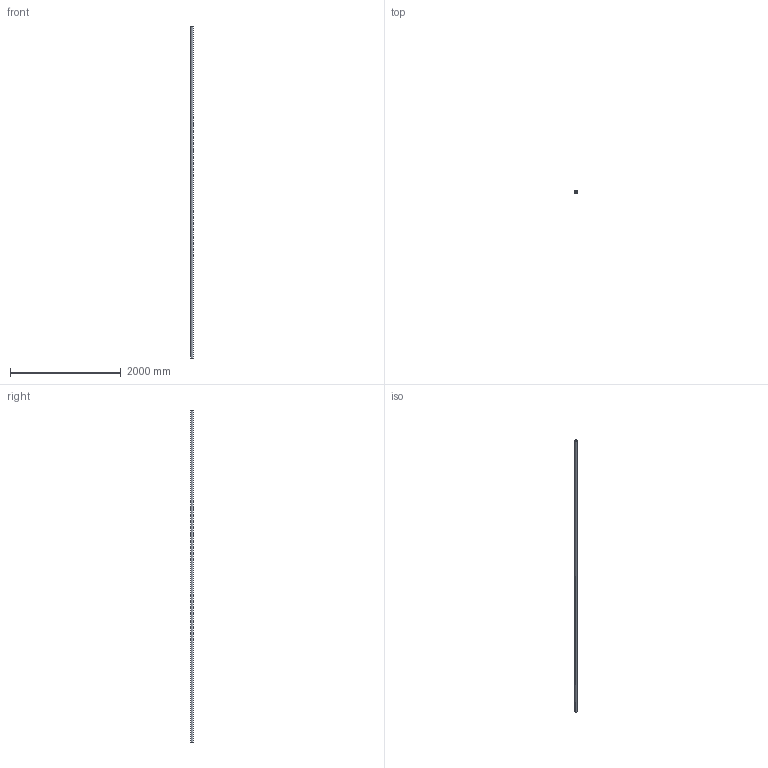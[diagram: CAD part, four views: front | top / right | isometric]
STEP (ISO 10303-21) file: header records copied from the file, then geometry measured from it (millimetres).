
FILE_DESCRIPTION (( 'STEP AP203' ), '1' );
FILE_NAME ('55150-240G.step', '2024-04-29T09:29:30', ( '' ), ( '' ), 'SwSTEP 2.0', 'SolidWorks 2018', '' );
FILE_SCHEMA (( 'CONFIG_CONTROL_DESIGN' ));
Length unit declared in the file: millimetre
Products named in the file (1): 55150-240G
Bounding box: 48.3 x 48.3 x 6000 mm (x, y, z)
Volume: 2158273.8 mm3; surface area: 1727346.3 mm2
Topology: 1 solids, 1 shells, 281 faces, 762 edges, 508 vertices
Faces by surface type: plane 129, bspline 125, cylinder 27
Full cylindrical faces by diameter (mm): 43.3 x1, 48.3 x1
Entity records: 13656 total; most frequent: CARTESIAN_POINT 7318, ORIENTED_EDGE 1520, DIRECTION 912, EDGE_CURVE 760, VERTEX_POINT 508, LINE 370, VECTOR 370, EDGE_LOOP 310
